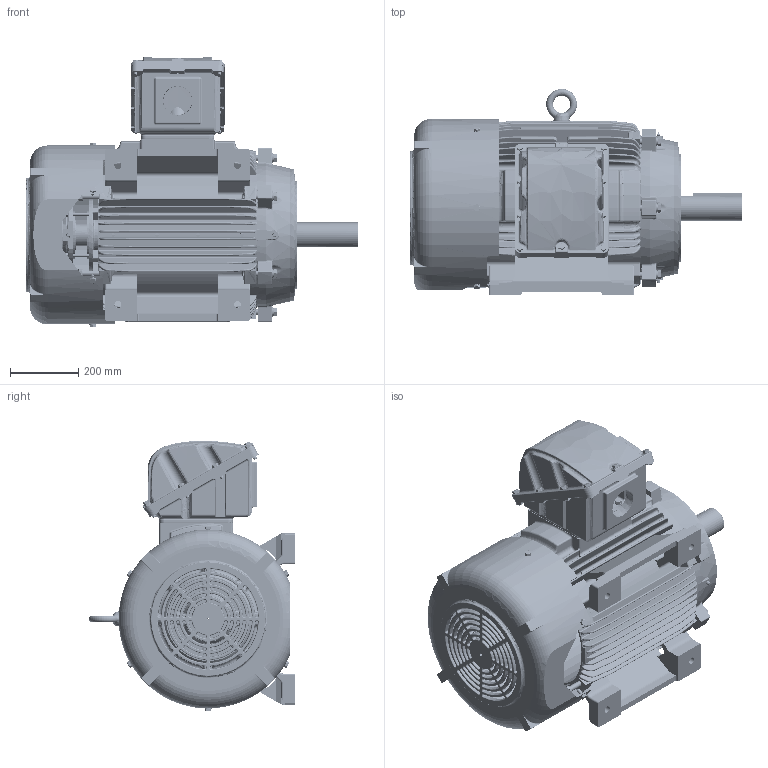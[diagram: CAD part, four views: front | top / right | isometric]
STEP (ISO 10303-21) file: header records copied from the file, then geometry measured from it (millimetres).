
FILE_DESCRIPTION(('CATIA V5 STEP Exchange'),'2;1');
FILE_NAME('31043A324--AEHHXF-405TC.stp','2018-01-27T01:52:00+00:00',('none'),('none'),'Version 5-6 Release 2012','CATIA V5 STEP AP203','none');
FILE_SCHEMA(('CONFIG_CONTROL_DESIGN'));
Products named in the file (1): 31043A324--AEHHXF-405TC
Bounding box: 969.98 x 602 x 790 mm (x, y, z)
Volume: 42107787.2 mm3; surface area: 6214334 mm2
Topology: 10 solids, 45 shells, 10557 faces, 27484 edges, 16162 vertices
Faces by surface type: bspline 3298, cylinder 2423, plane 1779, torus 1265, cone 1157, sphere 593, revolution 42
Entity records: 433012 total; most frequent: CARTESIAN_POINT 225065, ORIENTED_EDGE 53012, DIRECTION 27561, EDGE_CURVE 26506, VERTEX_POINT 16160, AXIS2_PLACEMENT_3D 14092, EDGE_LOOP 10946, ADVANCED_FACE 10557
